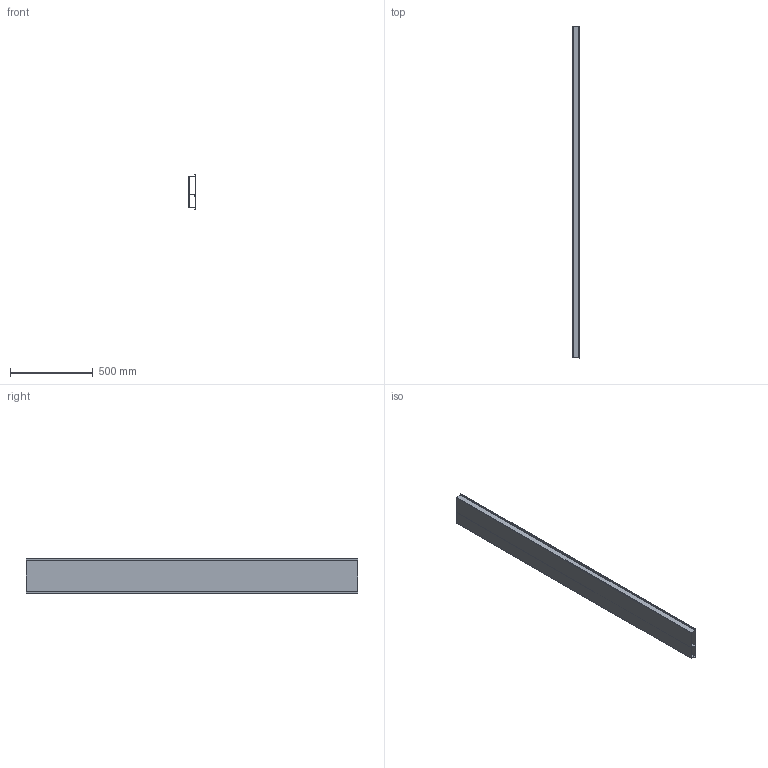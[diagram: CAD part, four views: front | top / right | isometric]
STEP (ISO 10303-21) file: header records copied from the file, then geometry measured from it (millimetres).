
FILE_DESCRIPTION (( 'STEP AP214' ), '1' );
FILE_NAME ('7400304_KSTP1.stp', '2016-05-03T12:33:37', ( '' ), ( '' ), 'SwSTEP 2.0', 'SolidWorks 2014', '' );
FILE_SCHEMA (( 'AUTOMOTIVE_DESIGN' ));
Length unit declared in the file: inch
Products named in the file (4): 42171B_F黵 h = 38 mm; 30001B2T1_7400304T1_OT f黵 S 19038; 30001B2T2_7400300T2_UT für S 19028_38_48 Seiten verdrückt; 7400304_KSTP1
Assembly tree (3 placements, depth 2):
  7400304_KSTP1
    30001B2T2_7400300T2_UT für S 19028_38_48 Seiten verdrückt
    30001B2T1_7400304T1_OT f黵 S 19038
    42171B_F黵 h = 38 mm
Bounding box: 37.6 x 2000 x 211.4 mm (x, y, z)
Volume: 906841.9 mm3; surface area: 2163230.7 mm2
Topology: 3 solids, 3 shells, 38 faces, 96 edges, 64 vertices
Faces by surface type: plane 28, cylinder 10
Entity records: 1808 total; most frequent: DIRECTION 204, CARTESIAN_POINT 204, ORIENTED_EDGE 192, EDGE_CURVE 96, VECTOR 76, LINE 76, VERTEX_POINT 64, AXIS2_PLACEMENT_3D 64
